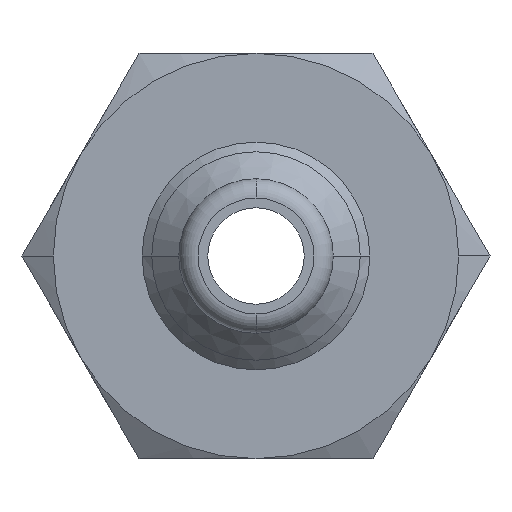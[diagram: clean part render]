
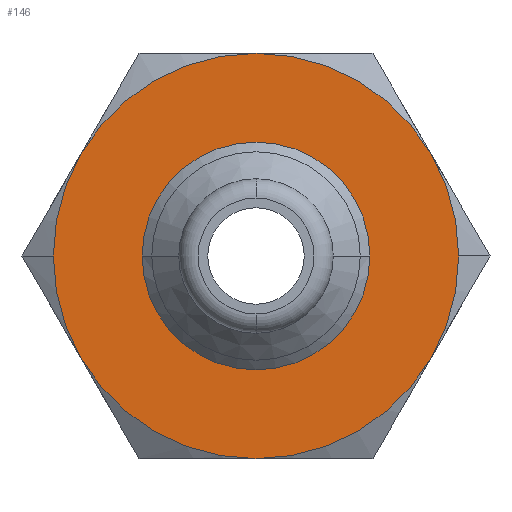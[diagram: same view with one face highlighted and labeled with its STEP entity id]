
A CAD part, front view. The second image highlights one B-rep face of the part: STEP entity #146.
In plain terms, the highlighted planar face has unit normal (0, -1, 0).
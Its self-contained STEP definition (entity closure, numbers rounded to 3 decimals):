
#146=ADVANCED_FACE('',(#308,#309),#310,.T.);
#308=FACE_OUTER_BOUND('',#483,.T.);
#309=FACE_BOUND('',#484,.T.);
#310=PLANE('',#485);
#483=EDGE_LOOP('',(#820,#821,#822,#823,#824,#825,#826,#827));
#484=EDGE_LOOP('',(#828,#829));
#485=AXIS2_PLACEMENT_3D('',#830,#831,#832);
#820=ORIENTED_EDGE('',*,*,#1122,.F.);
#821=ORIENTED_EDGE('',*,*,#1008,.F.);
#822=ORIENTED_EDGE('',*,*,#1114,.F.);
#823=ORIENTED_EDGE('',*,*,#1024,.F.);
#824=ORIENTED_EDGE('',*,*,#1124,.F.);
#825=ORIENTED_EDGE('',*,*,#1119,.F.);
#826=ORIENTED_EDGE('',*,*,#1125,.F.);
#827=ORIENTED_EDGE('',*,*,#1126,.F.);
#828=ORIENTED_EDGE('',*,*,#1058,.F.);
#829=ORIENTED_EDGE('',*,*,#1127,.F.);
#830=CARTESIAN_POINT('',(5.25,24.0,0.0));
#831=DIRECTION('',(-0.0,-1.0,-0.0));
#832=DIRECTION('',(-1.0,0.0,0.0));
#1008=EDGE_CURVE('',#1188,#1190,#1191,.T.);
#1024=EDGE_CURVE('',#1216,#1218,#1219,.T.);
#1058=EDGE_CURVE('',#1274,#1272,#1276,.T.);
#1114=EDGE_CURVE('',#1218,#1188,#1345,.T.);
#1119=EDGE_CURVE('',#1290,#1195,#1350,.T.);
#1122=EDGE_CURVE('',#1190,#1352,#1354,.T.);
#1124=EDGE_CURVE('',#1195,#1216,#1356,.T.);
#1125=EDGE_CURVE('',#1357,#1290,#1358,.T.);
#1126=EDGE_CURVE('',#1352,#1357,#1359,.T.);
#1127=EDGE_CURVE('',#1272,#1274,#1360,.T.);
#1188=VERTEX_POINT('',#1448);
#1190=VERTEX_POINT('',#1461);
#1191=CIRCLE('',#1462,10.5);
#1195=VERTEX_POINT('',#1477);
#1216=VERTEX_POINT('',#1546);
#1218=VERTEX_POINT('',#1549);
#1219=CIRCLE('',#1550,10.5);
#1272=VERTEX_POINT('',#1652);
#1274=VERTEX_POINT('',#1655);
#1276=CIRCLE('',#1658,5.9);
#1290=VERTEX_POINT('',#1676);
#1345=CIRCLE('',#1808,10.5);
#1350=CIRCLE('',#1824,10.5);
#1352=VERTEX_POINT('',#1826);
#1354=CIRCLE('',#1829,10.5);
#1356=CIRCLE('',#1831,10.5);
#1357=VERTEX_POINT('',#1832);
#1358=CIRCLE('',#1833,10.5);
#1359=CIRCLE('',#1834,10.5);
#1360=CIRCLE('',#1835,5.9);
#1448=CARTESIAN_POINT('',(0.,24.0,10.5));
#1461=CARTESIAN_POINT('',(9.093,24.0,5.25));
#1462=AXIS2_PLACEMENT_3D('',#1954,#1955,#1956);
#1477=CARTESIAN_POINT('',(-9.093,24.0,-5.25));
#1546=CARTESIAN_POINT('',(-10.5,24.0,0.));
#1549=CARTESIAN_POINT('',(-9.093,24.0,5.25));
#1550=AXIS2_PLACEMENT_3D('',#1968,#1969,#1970);
#1652=CARTESIAN_POINT('',(5.9,24.0,0.));
#1655=CARTESIAN_POINT('',(-5.9,24.0,0.));
#1658=AXIS2_PLACEMENT_3D('',#2023,#2024,#2025);
#1676=CARTESIAN_POINT('',(0.0,24.0,-10.5));
#1808=AXIS2_PLACEMENT_3D('',#2092,#2093,#2094);
#1824=AXIS2_PLACEMENT_3D('',#2098,#2099,#2100);
#1826=CARTESIAN_POINT('',(10.5,24.0,0.));
#1829=AXIS2_PLACEMENT_3D('',#2102,#2103,#2104);
#1831=AXIS2_PLACEMENT_3D('',#2105,#2106,#2107);
#1832=CARTESIAN_POINT('',(9.093,24.0,-5.25));
#1833=AXIS2_PLACEMENT_3D('',#2108,#2109,#2110);
#1834=AXIS2_PLACEMENT_3D('',#2111,#2112,#2113);
#1835=AXIS2_PLACEMENT_3D('',#2114,#2115,#2116);
#1954=CARTESIAN_POINT('',(0.0,24.0,0.0));
#1955=DIRECTION('',(-0.0,1.0,0.0));
#1956=DIRECTION('',(1.0,0.0,0.0));
#1968=CARTESIAN_POINT('',(0.0,24.0,0.0));
#1969=DIRECTION('',(-0.0,1.0,0.0));
#1970=DIRECTION('',(1.0,0.0,0.0));
#2023=CARTESIAN_POINT('',(0.0,24.0,0.0));
#2024=DIRECTION('',(0.0,-1.0,0.0));
#2025=DIRECTION('',(1.0,0.0,0.0));
#2092=CARTESIAN_POINT('',(0.0,24.0,0.0));
#2093=DIRECTION('',(-0.0,1.0,0.0));
#2094=DIRECTION('',(1.0,0.0,0.0));
#2098=CARTESIAN_POINT('',(0.0,24.0,0.0));
#2099=DIRECTION('',(-0.0,1.0,0.0));
#2100=DIRECTION('',(1.0,0.0,0.0));
#2102=CARTESIAN_POINT('',(0.0,24.0,0.0));
#2103=DIRECTION('',(-0.0,1.0,0.0));
#2104=DIRECTION('',(1.0,0.0,0.0));
#2105=CARTESIAN_POINT('',(0.0,24.0,0.0));
#2106=DIRECTION('',(-0.0,1.0,0.0));
#2107=DIRECTION('',(1.0,0.0,0.0));
#2108=CARTESIAN_POINT('',(0.0,24.0,0.0));
#2109=DIRECTION('',(-0.0,1.0,0.0));
#2110=DIRECTION('',(1.0,0.0,0.0));
#2111=CARTESIAN_POINT('',(0.0,24.0,0.0));
#2112=DIRECTION('',(-0.0,1.0,0.0));
#2113=DIRECTION('',(1.0,0.0,0.0));
#2114=CARTESIAN_POINT('',(0.0,24.0,0.0));
#2115=DIRECTION('',(0.0,-1.0,0.0));
#2116=DIRECTION('',(1.0,0.0,0.0));
